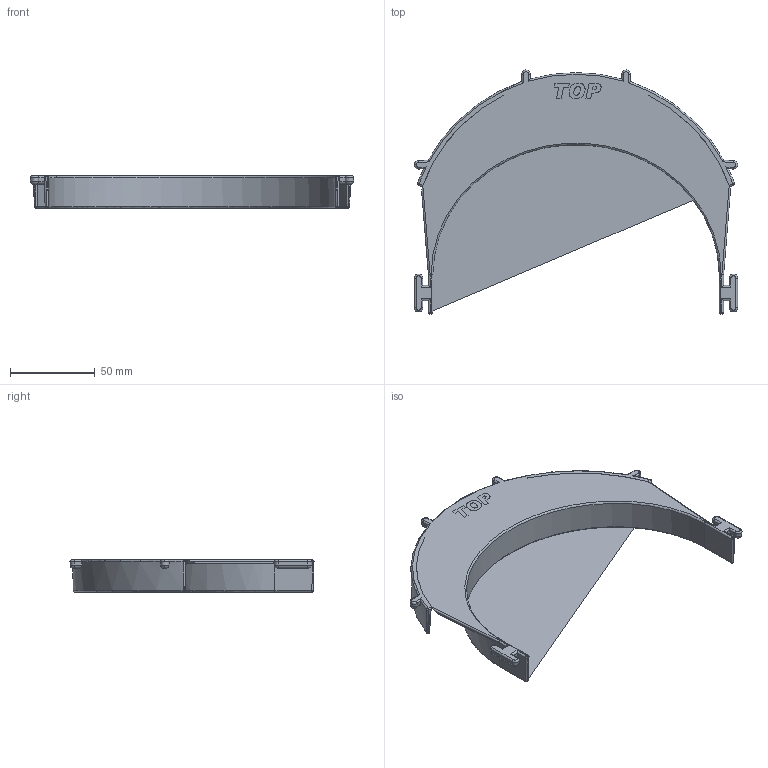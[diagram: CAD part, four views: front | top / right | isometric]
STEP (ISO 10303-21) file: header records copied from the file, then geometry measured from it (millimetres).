
FILE_DESCRIPTION (( 'STEP AP214' ), '1' );
FILE_NAME ('seemecnc-injection-molded-headband_rc2compatible.STEP', '2020-03-26T17:22:40', ( '' ), ( '' ), 'SwSTEP 2.0', 'SolidWorks 2018', '' );
FILE_SCHEMA (( 'AUTOMOTIVE_DESIGN' ));
Length unit declared in the file: millimetre
Products named in the file (1): seemecnc-injection-molded-headband_rc2compatible
Bounding box: 190.95 x 144.14 x 19 mm (x, y, z)
Volume: 39896.1 mm3; surface area: 38519.7 mm2
Topology: 1 solids, 1 shells, 223 faces, 566 edges, 340 vertices
Faces by surface type: cylinder 71, plane 69, bspline 35, torus 27, cone 17, sphere 4
Entity records: 10035 total; most frequent: CARTESIAN_POINT 5119, ORIENTED_EDGE 1112, DIRECTION 902, EDGE_CURVE 556, VERTEX_POINT 340, AXIS2_PLACEMENT_3D 327, VECTOR 248, LINE 248
